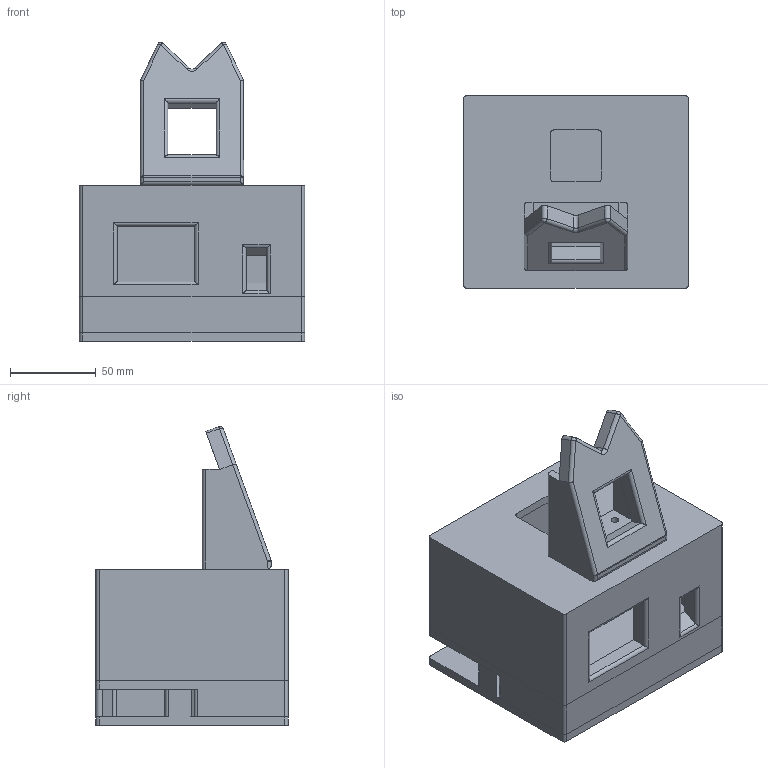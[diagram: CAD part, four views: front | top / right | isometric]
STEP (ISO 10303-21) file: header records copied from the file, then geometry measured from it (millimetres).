
FILE_DESCRIPTION(('STEP AP242 Edition 2','STEP AP242 Edition 2''CAx-IF Rec.Pracs.---Representation and Presentation of Product Manufacturing Information (PMI)---4.0---2014-10-13','STEP AP242 Edition 2''CAx-IF Rec.Pracs.---Representation and Presentation of Product Manufacturing Information (PMI)---4.0---2014-10-13''CAx-IF Rec.Pracs.---3D Tessellated Geometry---0.4---2014-09-14','STEP AP242 Edition 2''CAx-IF Rec.Pracs.---Representation and Presentation of Product Manufacturing Information (PMI)---4.0---2014-10-13''CAx-IF Rec.Pracs.---3D Tessellated Geometry---0.4---2014-09-14''2;1','STEP AP242 Edition 2''CAx-IF Rec.Pracs.---Representation and Presentation of Product Manufacturing Information (PMI)---4.0---2014-10-13''CAx-IF Rec.Pracs.---3D Tessellated Geometry---0.4---2014-09-14''2;1''CAx-IF Rec.Pracs.---User Defined Attributes---1.5---2016-08-15'),'2;1');
FILE_NAME('Part Studio 1.step','2026-03-01T10:15:35',(''),(''),'ST-DEVELOPER v20','ONSHAPE BY PTC INC, 1.211',' ');
FILE_SCHEMA(('AP242_MANAGED_MODEL_BASED_3D_ENGINEERING_MIM_LF { 1 0 10303 442 3 1 4 }'));
Length unit declared in the file: metre
Products named in the file (4): BASE 2; BASE 1; HOUSING; CAT
Bounding box: 131 x 112 x 173.91 mm (x, y, z)
Volume: 609420.6 mm3; surface area: 179039.6 mm2
Topology: 4 solids, 4 shells, 152 faces, 390 edges, 247 vertices
Faces by surface type: plane 76, cylinder 68, sphere 4, cone 3, torus 1
Full cylindrical faces by diameter (mm): 3.9 x3, 4.5 x10
Entity records: 4643 total; most frequent: DIRECTION 810, CARTESIAN_POINT 773, ORIENTED_EDGE 740, EDGE_CURVE 370, AXIS2_PLACEMENT_3D 284, VERTEX_POINT 247, LINE 242, VECTOR 242
